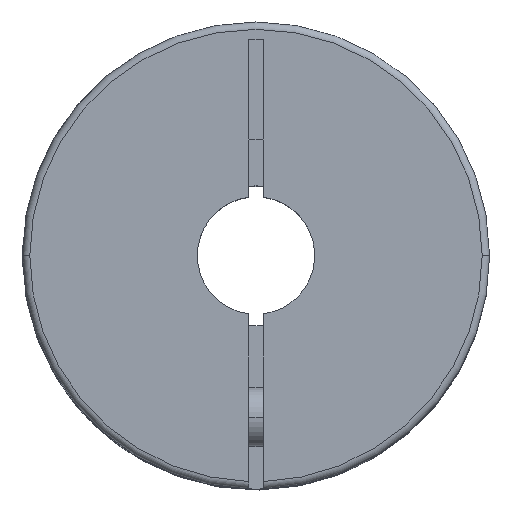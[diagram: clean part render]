
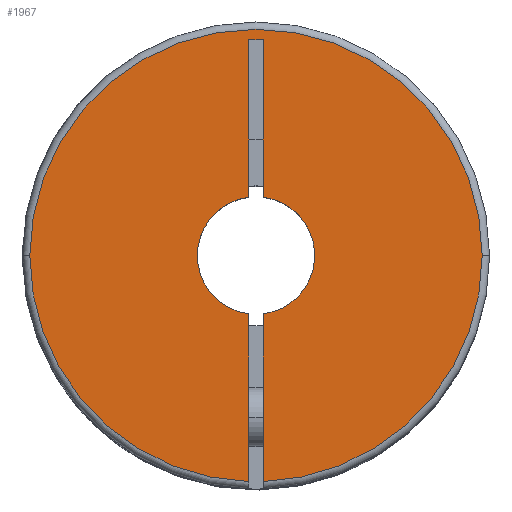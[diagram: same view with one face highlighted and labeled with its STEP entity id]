
A CAD part, top view. The second image highlights one B-rep face of the part: STEP entity #1967.
In plain terms, the highlighted planar face has unit normal (0, 0, 1).
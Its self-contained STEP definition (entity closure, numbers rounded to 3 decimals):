
#25 = CARTESIAN_POINT ( 'NONE',  ( 0., 0., 0. ) ) ;
#43 = DIRECTION ( 'NONE',  ( 0., 0., -1. ) ) ;
#168 = LINE ( 'NONE', #1487, #4121 ) ;
#239 = VERTEX_POINT ( 'NONE', #3807 ) ;
#404 = AXIS2_PLACEMENT_3D ( 'NONE', #866, #2886, #4232 ) ;
#428 = DIRECTION ( 'NONE',  ( 0., 0., -1. ) ) ;
#467 = DIRECTION ( 'NONE',  ( -1., 0., 0. ) ) ;
#492 = EDGE_CURVE ( 'NONE', #4364, #1151, #2627, .T. ) ;
#534 = EDGE_LOOP ( 'NONE', ( #568, #4298, #4223, #3416, #1328, #1614, #1694, #1302, #2111, #539, #2645 ) ) ;
#539 = ORIENTED_EDGE ( 'NONE', *, *, #3789, .F. ) ;
#568 = ORIENTED_EDGE ( 'NONE', *, *, #2827, .F. ) ;
#592 = EDGE_CURVE ( 'NONE', #2026, #239, #1982, .T. ) ;
#656 = CARTESIAN_POINT ( 'NONE',  ( -0.5, 14.7, 0. ) ) ;
#700 = CARTESIAN_POINT ( 'NONE',  ( 0.5, 3.969, 0. ) ) ;
#717 = CIRCLE ( 'NONE', #1621, 15.4 ) ;
#843 = DIRECTION ( 'NONE',  ( -1., 0., 0. ) ) ;
#866 = CARTESIAN_POINT ( 'NONE',  ( 0., 0., 0. ) ) ;
#889 = EDGE_CURVE ( 'NONE', #979, #3998, #1957, .T. ) ;
#892 = CIRCLE ( 'NONE', #3591, 4. ) ;
#979 = VERTEX_POINT ( 'NONE', #4299 ) ;
#1056 = DIRECTION ( 'NONE',  ( -1., 0., 0. ) ) ;
#1100 = CARTESIAN_POINT ( 'NONE',  ( -0.5, 14.7, 0. ) ) ;
#1118 = DIRECTION ( 'NONE',  ( 0., 0., -1. ) ) ;
#1151 = VERTEX_POINT ( 'NONE', #4344 ) ;
#1235 = FACE_OUTER_BOUND ( 'NONE', #534, .T. ) ;
#1261 = CARTESIAN_POINT ( 'NONE',  ( 0.5, -15.392, 0. ) ) ;
#1268 = CARTESIAN_POINT ( 'NONE',  ( 0., 0., 0. ) ) ;
#1302 = ORIENTED_EDGE ( 'NONE', *, *, #2107, .T. ) ;
#1328 = ORIENTED_EDGE ( 'NONE', *, *, #3248, .F. ) ;
#1347 = VECTOR ( 'NONE', #1357, 1000. ) ;
#1357 = DIRECTION ( 'NONE',  ( 0., -1., 0. ) ) ;
#1421 = VERTEX_POINT ( 'NONE', #1966 ) ;
#1487 = CARTESIAN_POINT ( 'NONE',  ( 0.5, 14.7, 0. ) ) ;
#1527 = EDGE_CURVE ( 'NONE', #2026, #979, #892, .T. ) ;
#1529 = DIRECTION ( 'NONE',  ( 0., 1., 0. ) ) ;
#1531 = DIRECTION ( 'NONE',  ( -1., 0., 0. ) ) ;
#1599 = CARTESIAN_POINT ( 'NONE',  ( 15.4, 0., 0. ) ) ;
#1614 = ORIENTED_EDGE ( 'NONE', *, *, #4225, .F. ) ;
#1621 = AXIS2_PLACEMENT_3D ( 'NONE', #1268, #3253, #2569 ) ;
#1652 = DIRECTION ( 'NONE',  ( 0., 0., -1. ) ) ;
#1694 = ORIENTED_EDGE ( 'NONE', *, *, #2193, .F. ) ;
#1701 = CIRCLE ( 'NONE', #4186, 15.4 ) ;
#1745 = DIRECTION ( 'NONE',  ( -1., 0., 0. ) ) ;
#1790 = CARTESIAN_POINT ( 'NONE',  ( 0., 0., 0. ) ) ;
#1819 = CARTESIAN_POINT ( 'NONE',  ( -15.4, 0., 0. ) ) ;
#1820 = VERTEX_POINT ( 'NONE', #700 ) ;
#1957 = CIRCLE ( 'NONE', #404, 4. ) ;
#1966 = CARTESIAN_POINT ( 'NONE',  ( 0.5, 14.7, 0. ) ) ;
#1967 = ADVANCED_FACE ( 'NONE', ( #1235 ), #3357, .F. ) ;
#1982 = LINE ( 'NONE', #656, #2951 ) ;
#2026 = VERTEX_POINT ( 'NONE', #3109 ) ;
#2069 = DIRECTION ( 'NONE',  ( 0., 1., 0. ) ) ;
#2074 = DIRECTION ( 'NONE',  ( 0., -1., 0. ) ) ;
#2107 = EDGE_CURVE ( 'NONE', #1820, #1151, #2907, .T. ) ;
#2111 = ORIENTED_EDGE ( 'NONE', *, *, #492, .F. ) ;
#2138 = AXIS2_PLACEMENT_3D ( 'NONE', #1790, #3498, #467 ) ;
#2193 = EDGE_CURVE ( 'NONE', #1820, #1421, #2780, .T. ) ;
#2342 = VECTOR ( 'NONE', #2069, 1000. ) ;
#2421 = AXIS2_PLACEMENT_3D ( 'NONE', #3419, #428, #1745 ) ;
#2457 = VERTEX_POINT ( 'NONE', #1100 ) ;
#2569 = DIRECTION ( 'NONE',  ( -1., 0., 0. ) ) ;
#2627 = LINE ( 'NONE', #3981, #3090 ) ;
#2645 = ORIENTED_EDGE ( 'NONE', *, *, #3254, .F. ) ;
#2677 = AXIS2_PLACEMENT_3D ( 'NONE', #3973, #1652, #2688 ) ;
#2688 = DIRECTION ( 'NONE',  ( 0., -1., 0. ) ) ;
#2780 = LINE ( 'NONE', #3751, #2342 ) ;
#2827 = EDGE_CURVE ( 'NONE', #239, #4320, #717, .T. ) ;
#2874 = CARTESIAN_POINT ( 'NONE',  ( 0., 0., 0. ) ) ;
#2886 = DIRECTION ( 'NONE',  ( 0., 0., -1. ) ) ;
#2904 = VERTEX_POINT ( 'NONE', #1599 ) ;
#2907 = CIRCLE ( 'NONE', #2421, 4. ) ;
#2951 = VECTOR ( 'NONE', #2074, 1000. ) ;
#3013 = LINE ( 'NONE', #3122, #1347 ) ;
#3090 = VECTOR ( 'NONE', #1529, 1000. ) ;
#3109 = CARTESIAN_POINT ( 'NONE',  ( -0.5, -3.969, 0. ) ) ;
#3122 = CARTESIAN_POINT ( 'NONE',  ( -0.5, 14.7, 0. ) ) ;
#3130 = CIRCLE ( 'NONE', #2138, 15.4 ) ;
#3248 = EDGE_CURVE ( 'NONE', #2457, #3998, #3013, .T. ) ;
#3253 = DIRECTION ( 'NONE',  ( 0., 0., -1. ) ) ;
#3254 = EDGE_CURVE ( 'NONE', #4320, #2904, #1701, .T. ) ;
#3357 = PLANE ( 'NONE',  #2677 ) ;
#3372 = CARTESIAN_POINT ( 'NONE',  ( -0.5, 3.969, 0. ) ) ;
#3416 = ORIENTED_EDGE ( 'NONE', *, *, #889, .T. ) ;
#3419 = CARTESIAN_POINT ( 'NONE',  ( 0., 0., 0. ) ) ;
#3498 = DIRECTION ( 'NONE',  ( 0., 0., -1. ) ) ;
#3591 = AXIS2_PLACEMENT_3D ( 'NONE', #2874, #1118, #1531 ) ;
#3751 = CARTESIAN_POINT ( 'NONE',  ( 0.5, -15.9, 0. ) ) ;
#3789 = EDGE_CURVE ( 'NONE', #2904, #4364, #3130, .T. ) ;
#3807 = CARTESIAN_POINT ( 'NONE',  ( -0.5, -15.392, 0. ) ) ;
#3973 = CARTESIAN_POINT ( 'NONE',  ( 0., 0., 0. ) ) ;
#3981 = CARTESIAN_POINT ( 'NONE',  ( 0.5, -15.9, 0. ) ) ;
#3998 = VERTEX_POINT ( 'NONE', #3372 ) ;
#4121 = VECTOR ( 'NONE', #843, 1000. ) ;
#4186 = AXIS2_PLACEMENT_3D ( 'NONE', #25, #43, #1056 ) ;
#4223 = ORIENTED_EDGE ( 'NONE', *, *, #1527, .T. ) ;
#4225 = EDGE_CURVE ( 'NONE', #1421, #2457, #168, .T. ) ;
#4232 = DIRECTION ( 'NONE',  ( -1., 0., 0. ) ) ;
#4298 = ORIENTED_EDGE ( 'NONE', *, *, #592, .F. ) ;
#4299 = CARTESIAN_POINT ( 'NONE',  ( -4., 0., 0. ) ) ;
#4320 = VERTEX_POINT ( 'NONE', #1819 ) ;
#4344 = CARTESIAN_POINT ( 'NONE',  ( 0.5, -3.969, 0. ) ) ;
#4364 = VERTEX_POINT ( 'NONE', #1261 ) ;
